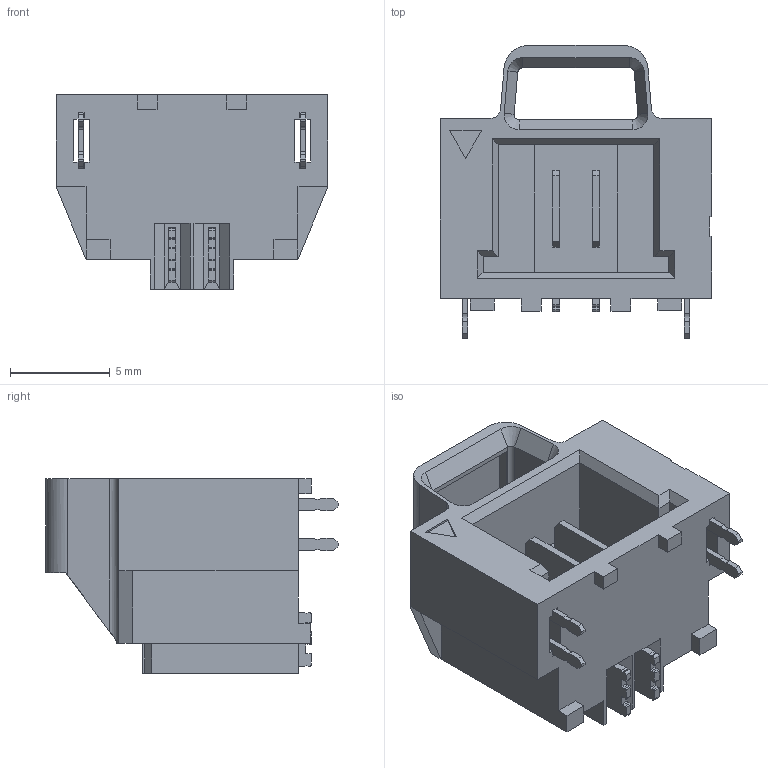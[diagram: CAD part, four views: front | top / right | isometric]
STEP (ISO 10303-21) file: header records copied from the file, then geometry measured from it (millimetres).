
FILE_DESCRIPTION(/* description */ ('STEP AP214'),/* implementation_level */ '2;1');
FILE_NAME(/* name */ 'UMPT-02-01-L-RA-WT-P-TR',/* time_stamp */ '2022-07-09T20:34:52+02:00',/* author */ ('License CC BY-ND 4.0'),/* organization */ ('CADENAS'),/* preprocessor_version */ 'ST-DEVELOPER v18.102',/* originating_system */ 'PARTsolutions',/* authorisation */ ' ');
FILE_SCHEMA (('AUTOMOTIVE_DESIGN {1 0 10303 214 3 1 1}'));
Length unit declared in the file: millimetre
Products named in the file (4): UMPT-02-01-L-RA-WT-P-TR; WT-117-06.5-TH; T-1M139-01-02; UMPT-02-01-RA-P
Assembly tree (4 placements, depth 2):
  UMPT-02-01-L-RA-WT-P-TR
    WT-117-06.5-TH  x2
    T-1M139-01-02
    UMPT-02-01-RA-P
Bounding box: 13.6 x 14.65 x 9.75 mm (x, y, z)
Volume: 631.8 mm3; surface area: 1594.8 mm2
Topology: 4 solids, 4 shells, 418 faces, 1199 edges, 792 vertices
Faces by surface type: plane 316, cylinder 98, cone 4
Entity records: 13540 total; most frequent: CARTESIAN_POINT 2172, ORIENTED_EDGE 2158, DIRECTION 2011, EDGE_CURVE 1079, LINE 909, VECTOR 909, VERTEX_POINT 712, AXIS2_PLACEMENT_3D 551
